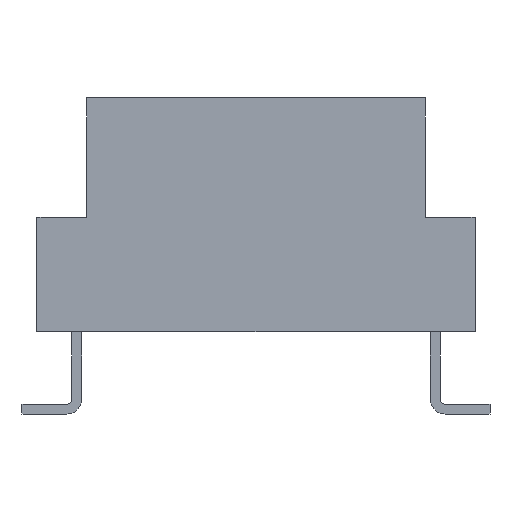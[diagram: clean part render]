
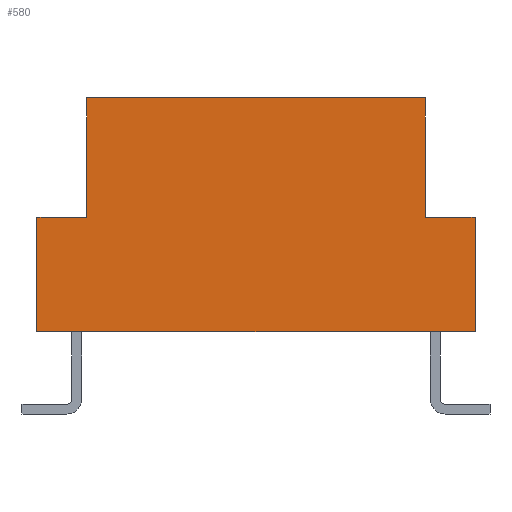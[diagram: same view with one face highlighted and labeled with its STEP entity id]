
A CAD part, front view. The second image highlights one B-rep face of the part: STEP entity #580.
In plain terms, the highlighted planar face has unit normal (0, -1, 0).
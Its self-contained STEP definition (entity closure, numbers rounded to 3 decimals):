
#580 = ADVANCED_FACE( '', ( #1236 ), #1237, .T. );
#1236 = FACE_OUTER_BOUND( '', #1965, .T. );
#1237 = PLANE( '', #1966 );
#1965 = EDGE_LOOP( '', ( #3800, #3801, #3802, #3803, #3804, #3805, #3806, #3807 ) );
#1966 = AXIS2_PLACEMENT_3D( '', #3808, #3809, #3810 );
#3800 = ORIENTED_EDGE( '', *, *, #5093, .T. );
#3801 = ORIENTED_EDGE( '', *, *, #5054, .T. );
#3802 = ORIENTED_EDGE( '', *, *, #5205, .F. );
#3803 = ORIENTED_EDGE( '', *, *, #4646, .F. );
#3804 = ORIENTED_EDGE( '', *, *, #5024, .T. );
#3805 = ORIENTED_EDGE( '', *, *, #4798, .T. );
#3806 = ORIENTED_EDGE( '', *, *, #4957, .F. );
#3807 = ORIENTED_EDGE( '', *, *, #5206, .T. );
#3808 = CARTESIAN_POINT( '', ( 3.4, -6.35, 2.4 ) );
#3809 = DIRECTION( '', ( 0., -1., 0. ) );
#3810 = DIRECTION( '', ( 1., 0., 0. ) );
#4646 = EDGE_CURVE( '', #5581, #5583, #5584, .T. );
#4798 = EDGE_CURVE( '', #5844, #5842, #5845, .T. );
#4957 = EDGE_CURVE( '', #6079, #5842, #6081, .T. );
#5024 = EDGE_CURVE( '', #5581, #5844, #6179, .T. );
#5054 = EDGE_CURVE( '', #6222, #6223, #6224, .T. );
#5093 = EDGE_CURVE( '', #6279, #6222, #6280, .T. );
#5205 = EDGE_CURVE( '', #5583, #6223, #6415, .T. );
#5206 = EDGE_CURVE( '', #6079, #6279, #6416, .T. );
#5581 = VERTEX_POINT( '', #6998 );
#5583 = VERTEX_POINT( '', #7001 );
#5584 = LINE( '', #7002, #7003 );
#5842 = VERTEX_POINT( '', #7446 );
#5844 = VERTEX_POINT( '', #7449 );
#5845 = LINE( '', #7450, #7451 );
#6079 = VERTEX_POINT( '', #7913 );
#6081 = LINE( '', #7916, #7917 );
#6179 = LINE( '', #8065, #8066 );
#6222 = VERTEX_POINT( '', #8127 );
#6223 = VERTEX_POINT( '', #8128 );
#6224 = LINE( '', #8129, #8130 );
#6279 = VERTEX_POINT( '', #8326 );
#6280 = LINE( '', #8327, #8328 );
#6415 = LINE( '', #8564, #8565 );
#6416 = LINE( '', #8566, #8567 );
#6998 = CARTESIAN_POINT( '', ( 4.4, -6.35, -2.3 ) );
#7001 = CARTESIAN_POINT( '', ( -4.4, -6.35, -2.3 ) );
#7002 = CARTESIAN_POINT( '', ( 4.4, -6.35, -2.3 ) );
#7003 = VECTOR( '', #8964, 1000. );
#7446 = CARTESIAN_POINT( '', ( 3.4, -6.35, 0. ) );
#7449 = CARTESIAN_POINT( '', ( 4.4, -6.35, 0. ) );
#7450 = CARTESIAN_POINT( '', ( 4.4, -6.35, 0. ) );
#7451 = VECTOR( '', #9110, 1000. );
#7913 = CARTESIAN_POINT( '', ( 3.4, -6.35, 2.4 ) );
#7916 = CARTESIAN_POINT( '', ( 3.4, -6.35, 2.4 ) );
#7917 = VECTOR( '', #9222, 1000. );
#8065 = CARTESIAN_POINT( '', ( 4.4, -6.35, -2.3 ) );
#8066 = VECTOR( '', #9283, 1000. );
#8127 = CARTESIAN_POINT( '', ( -3.4, -6.35, 0. ) );
#8128 = CARTESIAN_POINT( '', ( -4.4, -6.35, 0. ) );
#8129 = CARTESIAN_POINT( '', ( 4.4, -6.35, 0. ) );
#8130 = VECTOR( '', #9313, 1000. );
#8326 = CARTESIAN_POINT( '', ( -3.4, -6.35, 2.4 ) );
#8327 = CARTESIAN_POINT( '', ( -3.4, -6.35, 2.4 ) );
#8328 = VECTOR( '', #9330, 1000. );
#8564 = CARTESIAN_POINT( '', ( -4.4, -6.35, -2.3 ) );
#8565 = VECTOR( '', #9395, 1000. );
#8566 = CARTESIAN_POINT( '', ( 3.4, -6.35, 2.4 ) );
#8567 = VECTOR( '', #9396, 1000. );
#8964 = DIRECTION( '', ( -1., 0., 0. ) );
#9110 = DIRECTION( '', ( -1., 0., 0. ) );
#9222 = DIRECTION( '', ( 0., 0., -1. ) );
#9283 = DIRECTION( '', ( 0., 0., 1. ) );
#9313 = DIRECTION( '', ( -1., 0., 0. ) );
#9330 = DIRECTION( '', ( 0., 0., -1. ) );
#9395 = DIRECTION( '', ( 0., 0., 1. ) );
#9396 = DIRECTION( '', ( -1., 0., 0. ) );
